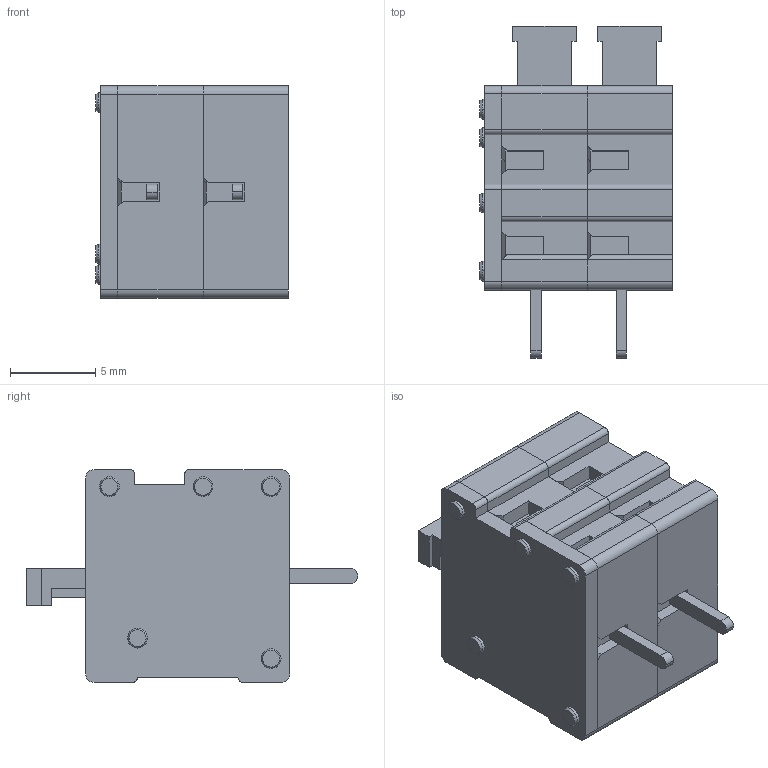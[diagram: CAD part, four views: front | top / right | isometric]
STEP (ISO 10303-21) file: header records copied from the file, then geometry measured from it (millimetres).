
FILE_DESCRIPTION (( 'STEP AP214' ), '1' );
FILE_NAME ('CUI_DEVICES_TBL009V-500-02BK-2WT.step', '2019-11-28T12:59:55', ( '' ), ( '' ), 'SwSTEP 2.0', 'SolidWorks 2019', '' );
FILE_SCHEMA (( 'AUTOMOTIVE_DESIGN' ));
Length unit declared in the file: millimetre
Products named in the file (4): CUI_DEVICES_TBL009V-500-02BK-2WT; TBL009V-500 - BODY_Black; TBL009V-500 - END CAP_Black; TBL009V-500 - PUSH BUTTON_White
Assembly tree (5 placements, depth 2):
  CUI_DEVICES_TBL009V-500-02BK-2WT
    TBL009V-500 - END CAP_Black
    TBL009V-500 - BODY_Black  x2
    TBL009V-500 - PUSH BUTTON_White  x2
Bounding box: 11.3 x 19.5 x 12.5 mm (x, y, z)
Volume: 1462.9 mm3; surface area: 1903.3 mm2
Topology: 5 solids, 5 shells, 434 faces, 1142 edges, 752 vertices
Faces by surface type: plane 240, cylinder 114, cone 68, torus 12
Entity records: 10808 total; most frequent: DIRECTION 1434, CARTESIAN_POINT 1366, ORIENTED_EDGE 1328, EDGE_CURVE 664, AXIS2_PLACEMENT_3D 510, VERTEX_POINT 438, VECTOR 414, LINE 414
